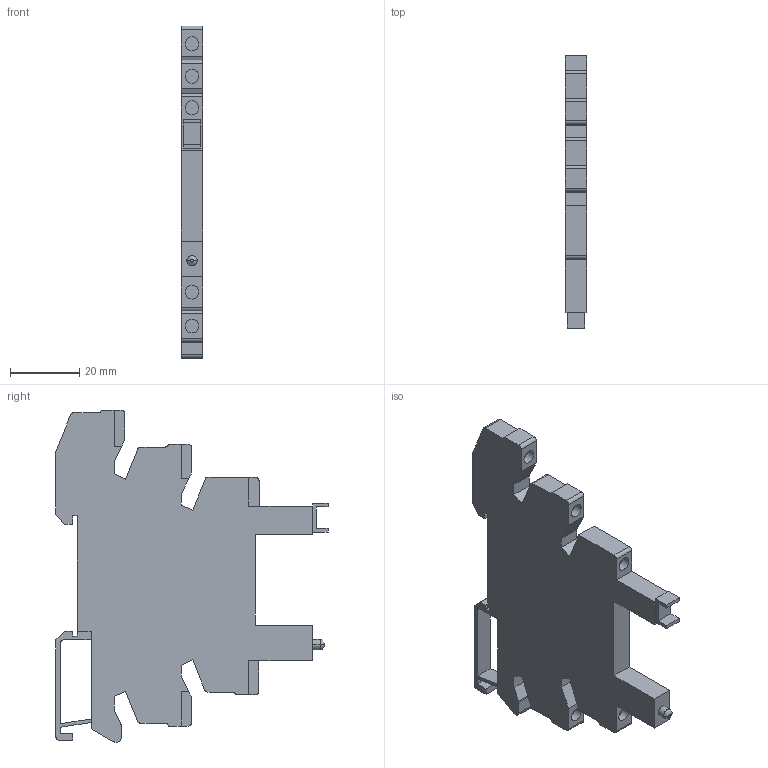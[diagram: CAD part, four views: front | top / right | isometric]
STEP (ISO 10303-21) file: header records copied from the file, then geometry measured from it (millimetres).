
FILE_DESCRIPTION(('starvars output'),'2;1');
FILE_NAME('cv20200403080335000008845.stp','08:03:35 2020/04/03',( 'Thomas Industrial Network Germany GmbH'),( 'Thomas Industrial Network Germany GmbH'),'unknown preprocess','ACIS' ,'unknown authorization');
FILE_SCHEMA(('AUTOMOTIVE_DESIGN_CC2 {UNKNOWN IMPLEMENTATION LEVEL}'));
Length unit declared in the file: millimetre
Products named in the file (1): PRODUCT_ID_1
Bounding box: 6.2 x 78.7 x 96 mm (x, y, z)
Volume: 26331.7 mm3; surface area: 12071.8 mm2
Topology: 1 solids, 1 shells, 141 faces, 400 edges, 266 vertices
Faces by surface type: plane 109, cylinder 30, bspline 2
Entity records: 5690 total; most frequent: CARTESIAN_POINT 843, ORIENTED_EDGE 800, DIRECTION 697, EDGE_CURVE 400, VECTOR 331, LINE 331, VERTEX_POINT 266, AXIS2_PLACEMENT_3D 183
